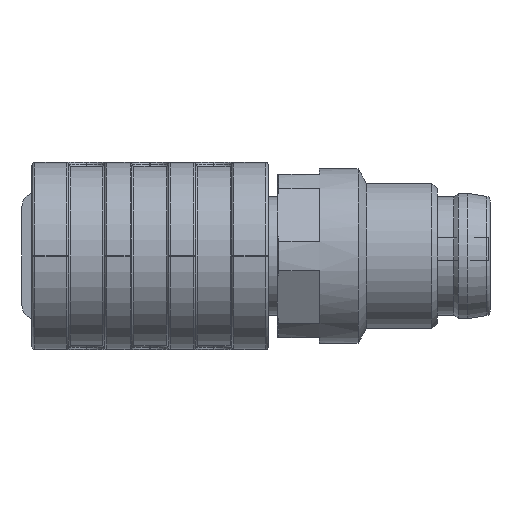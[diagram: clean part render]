
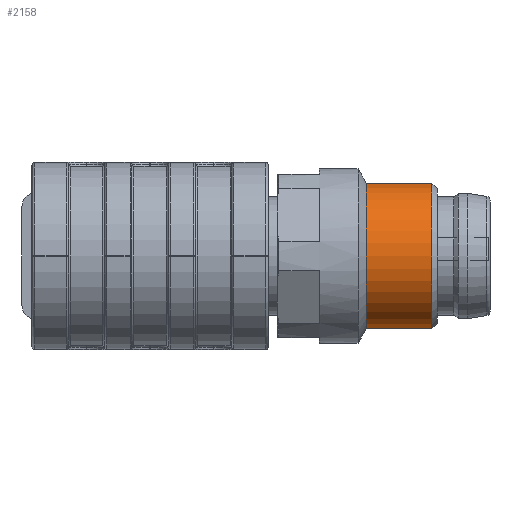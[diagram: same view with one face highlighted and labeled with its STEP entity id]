
A CAD part, front view. The second image highlights one B-rep face of the part: STEP entity #2158.
In plain terms, the highlighted cylindrical face has radius 4 mm (diameter 8 mm), a full revolution.
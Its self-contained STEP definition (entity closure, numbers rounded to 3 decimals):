
#554=FACE_BOUND('',#3277,.T.);
#555=FACE_BOUND('',#3278,.T.);
#720=CYLINDRICAL_SURFACE('',#9388,4.);
#2158=ADVANCED_FACE('',(#554,#555),#720,.T.);
#3277=EDGE_LOOP('',(#5048));
#3278=EDGE_LOOP('',(#5049));
#5048=ORIENTED_EDGE('',*,*,#7543,.F.);
#5049=ORIENTED_EDGE('',*,*,#7542,.T.);
#6485=VERTEX_POINT('',#14773);
#6486=VERTEX_POINT('',#14776);
#7542=EDGE_CURVE('',#6485,#6485,#8402,.T.);
#7543=EDGE_CURVE('',#6486,#6486,#8403,.T.);
#8402=CIRCLE('',#9385,4.);
#8403=CIRCLE('',#9387,4.);
#9385=AXIS2_PLACEMENT_3D('',#14772,#11618,#11619);
#9387=AXIS2_PLACEMENT_3D('',#14775,#11622,#11623);
#9388=AXIS2_PLACEMENT_3D('',#14777,#11624,#11625);
#11618=DIRECTION('',(-1.,0.,0.));
#11619=DIRECTION('',(0.,0.,-1.));
#11622=DIRECTION('',(-1.,0.,0.));
#11623=DIRECTION('',(0.,0.,-1.));
#11624=DIRECTION('',(-1.,0.,0.));
#11625=DIRECTION('',(0.,0.,-1.));
#14772=CARTESIAN_POINT('',(122.525,-9.65,0.001));
#14773=CARTESIAN_POINT('',(122.525,-9.65,-3.999));
#14775=CARTESIAN_POINT('',(118.925,-9.65,0.001));
#14776=CARTESIAN_POINT('',(118.925,-9.65,-3.999));
#14777=CARTESIAN_POINT('',(112.725,-9.65,0.001));
